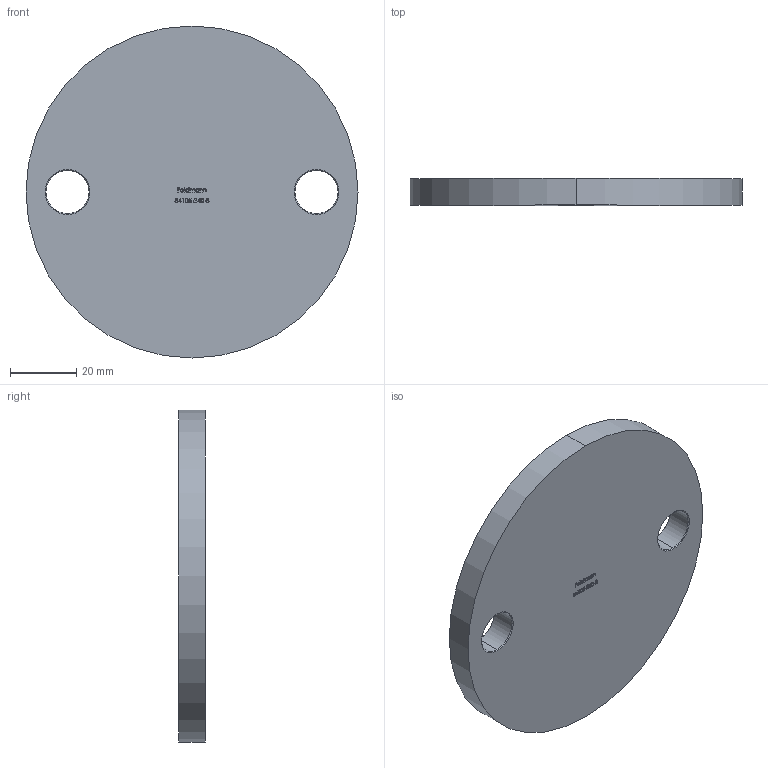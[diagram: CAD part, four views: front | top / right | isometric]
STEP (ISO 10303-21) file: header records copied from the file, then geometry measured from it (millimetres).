
FILE_DESCRIPTION (( 'STEP AP203' ), '1' );
FILE_NAME ('54105-240-8.step', '2020-10-21T10:57:58', ( '' ), ( '' ), 'SwSTEP 2.0', 'SolidWorks 2018', '' );
FILE_SCHEMA (( 'CONFIG_CONTROL_DESIGN' ));
Length unit declared in the file: millimetre
Products named in the file (2): 54105-240-8
Bounding box: 100 x 8 x 100 mm (x, y, z)
Volume: 60702.3 mm3; surface area: 18330.5 mm2
Topology: 1 solids, 1 shells, 261 faces, 685 edges, 454 vertices
Faces by surface type: plane 142, bspline 105, cone 8, cylinder 6
Entity records: 14024 total; most frequent: CARTESIAN_POINT 8123, ORIENTED_EDGE 1370, DIRECTION 811, EDGE_CURVE 685, VECTOR 455, LINE 455, VERTEX_POINT 454, EDGE_LOOP 293
